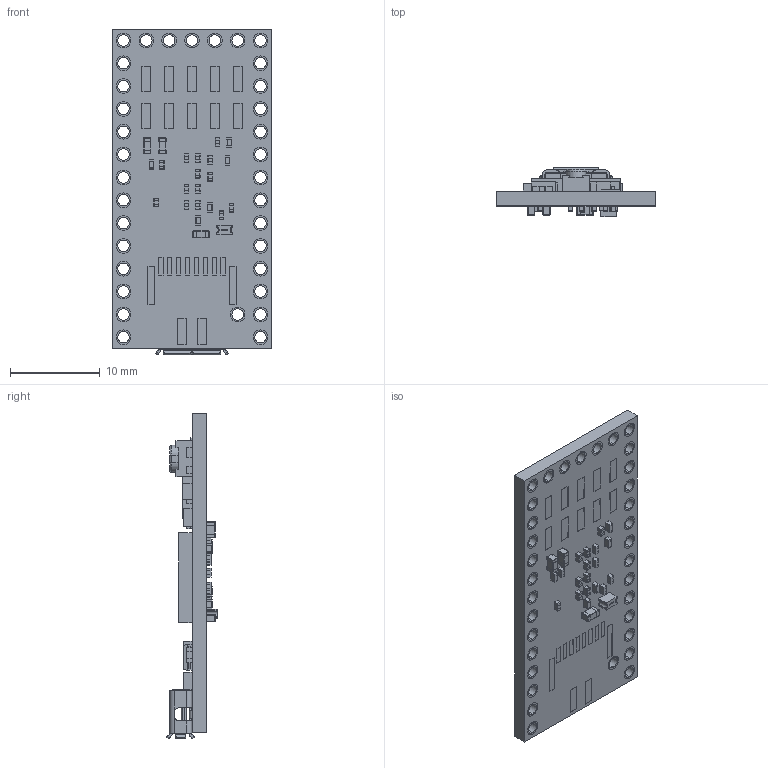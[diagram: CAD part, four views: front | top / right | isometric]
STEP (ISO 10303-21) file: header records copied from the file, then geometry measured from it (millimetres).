
FILE_DESCRIPTION (( 'STEP AP214' ), '1' );
FILE_NAME ('DEV-15583.STEP', '2022-02-16T17:01:13', ( '' ), ( '' ), 'SwSTEP 2.0', 'SolidWorks 2017', '' );
FILE_SCHEMA (( 'AUTOMOTIVE_DESIGN' ));
Length unit declared in the file: millimetre
Products named in the file (8): C20-C24 (0.65); L1^DEV-15583 ASS; R1-R3 (0.4inch)_1269AS-H-3R3M=P2; C2; DEV-15583 board; C5-C18 (0.55mm); C; DEV-15583
Assembly tree (8 placements, depth 2):
  DEV-15583
    DEV-15583 board
    C5-C18 (0.55mm)
    C20-C24 (0.65)
    R1-R3 (0.4inch)_1269AS-H-3R3M=P2
    L1^DEV-15583 ASS
    C  x2
    C2
Bounding box: 17.78 x 5.58 x 36.26 mm (x, y, z)
Volume: 1207.1 mm3; surface area: 3201.4 mm2
Topology: 187 solids, 187 shells, 2433 faces, 5659 edges, 3461 vertices
Faces by surface type: plane 1441, cylinder 803, sphere 176, torus 7, bspline 6
Entity records: 68792 total; most frequent: CARTESIAN_POINT 11962, DIRECTION 11632, ORIENTED_EDGE 10774, EDGE_CURVE 5387, AXIS2_PLACEMENT_3D 3926, VECTOR 3780, LINE 3780, VERTEX_POINT 3405
